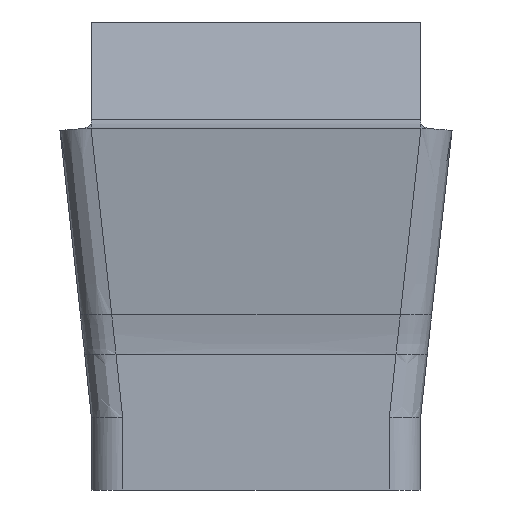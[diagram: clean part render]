
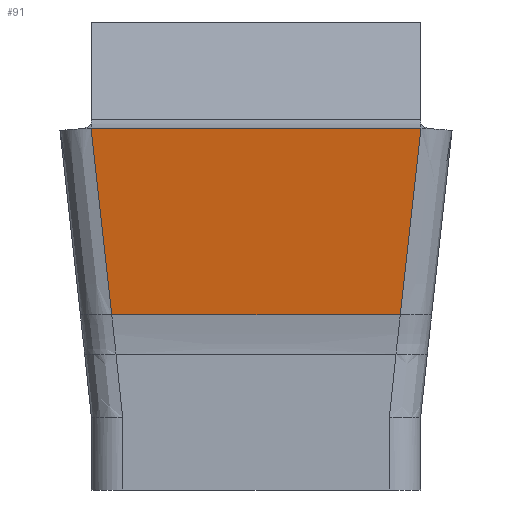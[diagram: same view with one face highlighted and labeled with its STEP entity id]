
A CAD part, front view. The second image highlights one B-rep face of the part: STEP entity #91.
In plain terms, the highlighted planar face has unit normal (0, -0.993, -0.122).
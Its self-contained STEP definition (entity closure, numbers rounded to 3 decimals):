
#91=ADVANCED_FACE('SIDE_FP_AN_SU1',(#159),#131,.T.);
#131=PLANE('',#927);
#159=FACE_OUTER_BOUND('',#207,.T.);
#207=EDGE_LOOP('',(#443,#444,#445,#446));
#267=LINE('',#1821,#313);
#268=LINE('',#1822,#314);
#313=VECTOR('',#1011,1.);
#314=VECTOR('',#1012,1.);
#443=ORIENTED_EDGE('',*,*,#761,.T.);
#444=ORIENTED_EDGE('',*,*,#767,.T.);
#445=ORIENTED_EDGE('',*,*,#763,.T.);
#446=ORIENTED_EDGE('',*,*,#768,.F.);
#662=VERTEX_POINT('',#1718);
#663=VERTEX_POINT('',#1723);
#664=VERTEX_POINT('',#1763);
#665=VERTEX_POINT('',#1764);
#761=EDGE_CURVE('',#663,#662,#871,.T.);
#763=EDGE_CURVE('',#664,#665,#873,.T.);
#767=EDGE_CURVE('',#662,#664,#267,.T.);
#768=EDGE_CURVE('',#663,#665,#268,.T.);
#871=B_SPLINE_CURVE_WITH_KNOTS('',3,(#1719,#1720,#1721,#1722),
 .UNSPECIFIED.,.F.,.F.,(4,4),(0.,1.),.UNSPECIFIED.);
#873=B_SPLINE_CURVE_WITH_KNOTS('',3,(#1759,#1760,#1761,#1762),
 .UNSPECIFIED.,.F.,.F.,(4,4),(0.,1.),.UNSPECIFIED.);
#927=AXIS2_PLACEMENT_3D('',#1823,#1013,#1014);
#1011=DIRECTION('',(-1.,0.,0.));
#1012=DIRECTION('',(-1.,0.,0.));
#1013=DIRECTION('',(0.,-0.993,-0.122));
#1014=DIRECTION('',(-1.,0.,0.));
#1718=CARTESIAN_POINT('',(2.103,-12.591,0.023));
#1719=CARTESIAN_POINT('',(1.84,-12.3,-2.351));
#1720=CARTESIAN_POINT('',(1.928,-12.397,-1.559));
#1721=CARTESIAN_POINT('',(2.015,-12.494,-0.768));
#1722=CARTESIAN_POINT('',(2.103,-12.591,0.023));
#1723=CARTESIAN_POINT('',(1.84,-12.3,-2.351));
#1759=CARTESIAN_POINT('',(-2.103,-12.591,0.023));
#1760=CARTESIAN_POINT('',(-2.015,-12.494,-0.768));
#1761=CARTESIAN_POINT('',(-1.928,-12.397,-1.559));
#1762=CARTESIAN_POINT('',(-1.84,-12.3,-2.351));
#1763=CARTESIAN_POINT('',(-2.103,-12.591,0.023));
#1764=CARTESIAN_POINT('',(-1.84,-12.3,-2.351));
#1821=CARTESIAN_POINT('',(-12.5,-12.591,0.023));
#1822=CARTESIAN_POINT('',(0.,-12.3,-2.351));
#1823=CARTESIAN_POINT('',(0.,-13.126,4.384));
